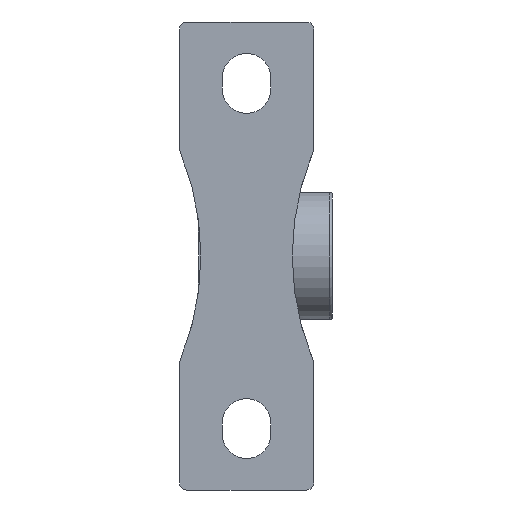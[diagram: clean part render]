
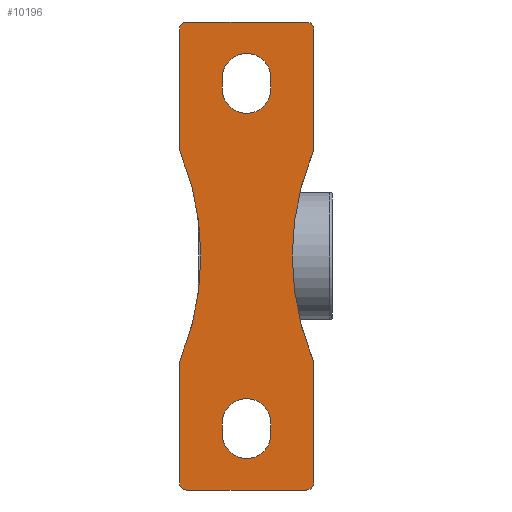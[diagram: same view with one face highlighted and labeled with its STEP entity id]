
A CAD part, front view. The second image highlights one B-rep face of the part: STEP entity #10196.
In plain terms, the highlighted face is planar.
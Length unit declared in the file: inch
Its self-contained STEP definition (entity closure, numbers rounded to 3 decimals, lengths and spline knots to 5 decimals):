
#286=CARTESIAN_POINT('',(0.62992,0.,0.));
#287=VERTEX_POINT('',#286);
#313=CARTESIAN_POINT('',(0.91751,-1.43837,0.));
#314=VERTEX_POINT('',#313);
#321=CARTESIAN_POINT('',(4.37073,0.,0.));
#322=DIRECTION('',(0.,0.,1.));
#323=DIRECTION('',(1.,0.,-0.));
#324=AXIS2_PLACEMENT_3D('',#321,#322,#323);
#325=CIRCLE('',#324,3.74081);
#326=EDGE_CURVE('',#287,#314,#325,.T.);
#5970=CARTESIAN_POINT('',(-0.9252,-1.47682,0.));
#5971=VERTEX_POINT('',#5970);
#5978=CARTESIAN_POINT('',(-0.9252,-3.12835,0.));
#5979=VERTEX_POINT('',#5978);
#5980=CARTESIAN_POINT('',(-0.9252,-3.18898,0.));
#5981=DIRECTION('',(0.,1.,0.));
#5982=VECTOR('',#5981,0.65021);
#5983=LINE('',#5980,#5982);
#5984=EDGE_CURVE('',#5979,#5971,#5983,.T.);
#6002=CARTESIAN_POINT('',(-0.91751,-1.43837,0.));
#6003=VERTEX_POINT('',#6002);
#6010=CARTESIAN_POINT('',(-0.8252,-1.47682,0.));
#6011=DIRECTION('',(0.,0.,1.));
#6012=DIRECTION('',(-0.981,0.196,0.));
#6013=AXIS2_PLACEMENT_3D('',#6010,#6011,#6012);
#6014=CIRCLE('',#6013,0.1);
#6015=EDGE_CURVE('',#6003,#5971,#6014,.T.);
#6152=CARTESIAN_POINT('',(-0.62992,-0.,0.));
#6153=VERTEX_POINT('',#6152);
#6280=CARTESIAN_POINT('',(-0.91751,1.43837,0.));
#6281=VERTEX_POINT('',#6280);
#6288=CARTESIAN_POINT('',(-4.37073,0.,0.));
#6289=DIRECTION('',(0.,0.,-1.));
#6290=DIRECTION('',(-1.,0.,0.));
#6291=AXIS2_PLACEMENT_3D('',#6288,#6289,#6290);
#6292=CIRCLE('',#6291,3.74081);
#6293=EDGE_CURVE('',#6281,#6153,#6292,.T.);
#7214=CARTESIAN_POINT('',(0.9252,1.47682,0.));
#7215=VERTEX_POINT('',#7214);
#7222=CARTESIAN_POINT('',(0.9252,3.12835,0.));
#7223=VERTEX_POINT('',#7222);
#7224=CARTESIAN_POINT('',(0.9252,3.18898,0.));
#7225=DIRECTION('',(0.,-1.,0.));
#7226=VECTOR('',#7225,0.65021);
#7227=LINE('',#7224,#7226);
#7228=EDGE_CURVE('',#7223,#7215,#7227,.T.);
#7247=CARTESIAN_POINT('',(0.91751,1.43837,0.));
#7248=VERTEX_POINT('',#7247);
#7255=CARTESIAN_POINT('',(0.8252,1.47682,0.));
#7256=DIRECTION('',(0.,0.,1.));
#7257=DIRECTION('',(0.981,-0.196,0.));
#7258=AXIS2_PLACEMENT_3D('',#7255,#7256,#7257);
#7259=CIRCLE('',#7258,0.1);
#7260=EDGE_CURVE('',#7248,#7215,#7259,.T.);
#9872=CARTESIAN_POINT('',(0.8252,3.22835,0.));
#9873=VERTEX_POINT('',#9872);
#9880=CARTESIAN_POINT('',(-0.8252,3.22835,0.));
#9881=VERTEX_POINT('',#9880);
#9882=CARTESIAN_POINT('',(-0.32488,3.22835,0.));
#9883=DIRECTION('',(1.,0.,-0.));
#9884=VECTOR('',#9883,0.64976);
#9885=LINE('',#9882,#9884);
#9886=EDGE_CURVE('',#9881,#9873,#9885,.T.);
#9904=CARTESIAN_POINT('',(0.8252,3.12835,0.));
#9905=DIRECTION('',(0.,-0.,1.));
#9906=DIRECTION('',(0.707,0.707,0.));
#9907=AXIS2_PLACEMENT_3D('',#9904,#9905,#9906);
#9908=CIRCLE('',#9907,0.1);
#9909=EDGE_CURVE('',#7223,#9873,#9908,.T.);
#10014=CARTESIAN_POINT('',(0.8252,-3.22835,0.));
#10015=VERTEX_POINT('',#10014);
#10022=CARTESIAN_POINT('',(0.9252,-3.12835,0.));
#10023=VERTEX_POINT('',#10022);
#10024=CARTESIAN_POINT('',(0.8252,-3.12835,0.));
#10025=DIRECTION('',(0.,0.,1.));
#10026=DIRECTION('',(0.707,-0.707,0.));
#10027=AXIS2_PLACEMENT_3D('',#10024,#10025,#10026);
#10028=CIRCLE('',#10027,0.1);
#10029=EDGE_CURVE('',#10015,#10023,#10028,.T.);
#10040=CARTESIAN_POINT('',(0.41774,-1.67067,0.));
#10041=DIRECTION('',(0.,0.,1.));
#10042=DIRECTION('',(1.,0.,0.));
#10043=AXIS2_PLACEMENT_3D('',#10040,#10041,#10042);
#10044=PLANE('',#10043);
#10045=ORIENTED_EDGE('',*,*,#9909,.F.);
#10046=ORIENTED_EDGE('',*,*,#7228,.T.);
#10047=ORIENTED_EDGE('',*,*,#7260,.F.);
#10048=CARTESIAN_POINT('',(4.37073,0.,0.));
#10049=DIRECTION('',(0.,0.,1.));
#10050=DIRECTION('',(1.,0.,-0.));
#10051=AXIS2_PLACEMENT_3D('',#10048,#10049,#10050);
#10052=CIRCLE('',#10051,3.74081);
#10053=EDGE_CURVE('',#7248,#287,#10052,.T.);
#10054=ORIENTED_EDGE('',*,*,#10053,.T.);
#10055=ORIENTED_EDGE('',*,*,#326,.T.);
#10056=CARTESIAN_POINT('',(0.9252,-1.47682,0.));
#10057=VERTEX_POINT('',#10056);
#10058=CARTESIAN_POINT('',(0.8252,-1.47682,0.));
#10059=DIRECTION('',(0.,-0.,1.));
#10060=DIRECTION('',(0.981,0.196,0.));
#10061=AXIS2_PLACEMENT_3D('',#10058,#10059,#10060);
#10062=CIRCLE('',#10061,0.1);
#10063=EDGE_CURVE('',#10057,#314,#10062,.T.);
#10064=ORIENTED_EDGE('',*,*,#10063,.F.);
#10065=CARTESIAN_POINT('',(0.9252,-3.18898,0.));
#10066=DIRECTION('',(0.,1.,0.));
#10067=VECTOR('',#10066,0.65021);
#10068=LINE('',#10065,#10067);
#10069=EDGE_CURVE('',#10023,#10057,#10068,.T.);
#10070=ORIENTED_EDGE('',*,*,#10069,.F.);
#10071=ORIENTED_EDGE('',*,*,#10029,.F.);
#10072=CARTESIAN_POINT('',(-0.8252,-3.22835,0.));
#10073=VERTEX_POINT('',#10072);
#10074=CARTESIAN_POINT('',(-0.32488,-3.22835,0.));
#10075=DIRECTION('',(1.,0.,-0.));
#10076=VECTOR('',#10075,0.64976);
#10077=LINE('',#10074,#10076);
#10078=EDGE_CURVE('',#10073,#10015,#10077,.T.);
#10079=ORIENTED_EDGE('',*,*,#10078,.F.);
#10080=CARTESIAN_POINT('',(-0.8252,-3.12835,0.));
#10081=DIRECTION('',(0.,0.,1.));
#10082=DIRECTION('',(-0.707,-0.707,0.));
#10083=AXIS2_PLACEMENT_3D('',#10080,#10081,#10082);
#10084=CIRCLE('',#10083,0.1);
#10085=EDGE_CURVE('',#5979,#10073,#10084,.T.);
#10086=ORIENTED_EDGE('',*,*,#10085,.F.);
#10087=ORIENTED_EDGE('',*,*,#5984,.T.);
#10088=ORIENTED_EDGE('',*,*,#6015,.F.);
#10089=CARTESIAN_POINT('',(-4.37073,0.,0.));
#10090=DIRECTION('',(0.,0.,-1.));
#10091=DIRECTION('',(-1.,0.,0.));
#10092=AXIS2_PLACEMENT_3D('',#10089,#10090,#10091);
#10093=CIRCLE('',#10092,3.74081);
#10094=EDGE_CURVE('',#6153,#6003,#10093,.T.);
#10095=ORIENTED_EDGE('',*,*,#10094,.F.);
#10096=ORIENTED_EDGE('',*,*,#6293,.F.);
#10097=CARTESIAN_POINT('',(-0.9252,1.47682,0.));
#10098=VERTEX_POINT('',#10097);
#10099=CARTESIAN_POINT('',(-0.8252,1.47682,0.));
#10100=DIRECTION('',(0.,0.,1.));
#10101=DIRECTION('',(-0.981,-0.196,0.));
#10102=AXIS2_PLACEMENT_3D('',#10099,#10100,#10101);
#10103=CIRCLE('',#10102,0.1);
#10104=EDGE_CURVE('',#10098,#6281,#10103,.T.);
#10105=ORIENTED_EDGE('',*,*,#10104,.F.);
#10106=CARTESIAN_POINT('',(-0.9252,3.12835,0.));
#10107=VERTEX_POINT('',#10106);
#10108=CARTESIAN_POINT('',(-0.9252,3.18898,0.));
#10109=DIRECTION('',(0.,-1.,0.));
#10110=VECTOR('',#10109,0.65021);
#10111=LINE('',#10108,#10110);
#10112=EDGE_CURVE('',#10107,#10098,#10111,.T.);
#10113=ORIENTED_EDGE('',*,*,#10112,.F.);
#10114=CARTESIAN_POINT('',(-0.8252,3.12835,0.));
#10115=DIRECTION('',(0.,0.,1.));
#10116=DIRECTION('',(-0.707,0.707,0.));
#10117=AXIS2_PLACEMENT_3D('',#10114,#10115,#10116);
#10118=CIRCLE('',#10117,0.1);
#10119=EDGE_CURVE('',#9881,#10107,#10118,.T.);
#10120=ORIENTED_EDGE('',*,*,#10119,.F.);
#10121=ORIENTED_EDGE('',*,*,#9886,.T.);
#10122=EDGE_LOOP('',(#10045,#10046,#10047,#10054,#10055,#10064,#10070,#10071,#10079,#10086,#10087,#10088,#10095,#10096,#10105,#10113,#10120,#10121));
#10123=FACE_BOUND('',#10122,.T.);
#10124=CARTESIAN_POINT('',(0.33465,2.46063,0.));
#10125=VERTEX_POINT('',#10124);
#10126=CARTESIAN_POINT('',(-0.33465,2.46063,0.));
#10127=VERTEX_POINT('',#10126);
#10128=CARTESIAN_POINT('',(0.,2.46063,0.));
#10129=DIRECTION('',(0.,0.,1.));
#10130=DIRECTION('',(-1.,0.,0.));
#10131=AXIS2_PLACEMENT_3D('',#10128,#10129,#10130);
#10132=CIRCLE('',#10131,0.33465);
#10133=EDGE_CURVE('',#10125,#10127,#10132,.T.);
#10134=ORIENTED_EDGE('',*,*,#10133,.T.);
#10135=CARTESIAN_POINT('',(-0.33465,2.30315,0.));
#10136=VERTEX_POINT('',#10135);
#10137=CARTESIAN_POINT('',(-0.33465,1.18436,0.));
#10138=DIRECTION('',(0.,-1.,0.));
#10139=VECTOR('',#10138,0.062);
#10140=LINE('',#10137,#10139);
#10141=EDGE_CURVE('',#10127,#10136,#10140,.T.);
#10142=ORIENTED_EDGE('',*,*,#10141,.T.);
#10143=CARTESIAN_POINT('',(0.33465,2.30315,0.));
#10144=VERTEX_POINT('',#10143);
#10145=CARTESIAN_POINT('',(0.,2.30315,0.));
#10146=DIRECTION('',(0.,0.,1.));
#10147=DIRECTION('',(-1.,0.,0.));
#10148=AXIS2_PLACEMENT_3D('',#10145,#10146,#10147);
#10149=CIRCLE('',#10148,0.33465);
#10150=EDGE_CURVE('',#10136,#10144,#10149,.T.);
#10151=ORIENTED_EDGE('',*,*,#10150,.T.);
#10152=CARTESIAN_POINT('',(0.33465,1.12236,0.));
#10153=DIRECTION('',(0.,1.,0.));
#10154=VECTOR('',#10153,0.062);
#10155=LINE('',#10152,#10154);
#10156=EDGE_CURVE('',#10144,#10125,#10155,.T.);
#10157=ORIENTED_EDGE('',*,*,#10156,.T.);
#10158=EDGE_LOOP('',(#10134,#10142,#10151,#10157));
#10159=FACE_BOUND('',#10158,.T.);
#10160=CARTESIAN_POINT('',(0.33465,-2.30315,0.));
#10161=VERTEX_POINT('',#10160);
#10162=CARTESIAN_POINT('',(-0.33465,-2.30315,0.));
#10163=VERTEX_POINT('',#10162);
#10164=CARTESIAN_POINT('',(-0.,-2.30315,0.));
#10165=DIRECTION('',(0.,0.,1.));
#10166=DIRECTION('',(1.,0.,-0.));
#10167=AXIS2_PLACEMENT_3D('',#10164,#10165,#10166);
#10168=CIRCLE('',#10167,0.33465);
#10169=EDGE_CURVE('',#10161,#10163,#10168,.T.);
#10170=ORIENTED_EDGE('',*,*,#10169,.T.);
#10171=CARTESIAN_POINT('',(-0.33465,-2.46063,0.));
#10172=VERTEX_POINT('',#10171);
#10173=CARTESIAN_POINT('',(-0.33465,-2.13528,0.));
#10174=DIRECTION('',(0.,-1.,0.));
#10175=VECTOR('',#10174,0.062);
#10176=LINE('',#10173,#10175);
#10177=EDGE_CURVE('',#10163,#10172,#10176,.T.);
#10178=ORIENTED_EDGE('',*,*,#10177,.T.);
#10179=CARTESIAN_POINT('',(0.33465,-2.46063,0.));
#10180=VERTEX_POINT('',#10179);
#10181=CARTESIAN_POINT('',(0.,-2.46063,0.));
#10182=DIRECTION('',(0.,0.,1.));
#10183=DIRECTION('',(-1.,0.,0.));
#10184=AXIS2_PLACEMENT_3D('',#10181,#10182,#10183);
#10185=CIRCLE('',#10184,0.33465);
#10186=EDGE_CURVE('',#10172,#10180,#10185,.T.);
#10187=ORIENTED_EDGE('',*,*,#10186,.T.);
#10188=CARTESIAN_POINT('',(0.33465,-2.19728,0.));
#10189=DIRECTION('',(0.,1.,0.));
#10190=VECTOR('',#10189,0.062);
#10191=LINE('',#10188,#10190);
#10192=EDGE_CURVE('',#10180,#10161,#10191,.T.);
#10193=ORIENTED_EDGE('',*,*,#10192,.T.);
#10194=EDGE_LOOP('',(#10170,#10178,#10187,#10193));
#10195=FACE_BOUND('',#10194,.T.);
#10196=ADVANCED_FACE('',(#10123,#10159,#10195),#10044,.F.);
